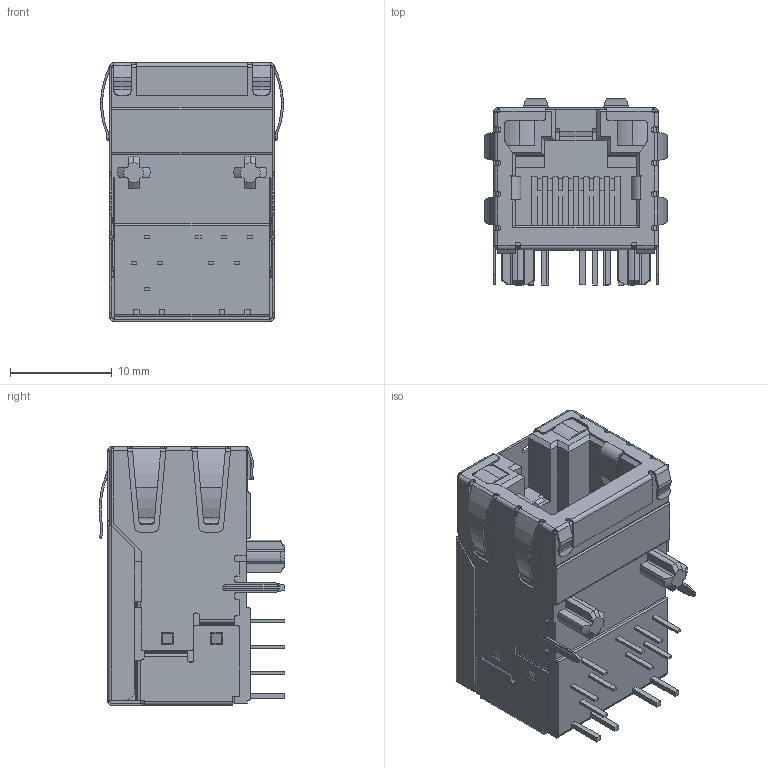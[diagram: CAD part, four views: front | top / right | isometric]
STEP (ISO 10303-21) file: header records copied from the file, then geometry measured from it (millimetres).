
FILE_DESCRIPTION (( 'STEP AP214' ), '1' );
FILE_NAME ('SI-52003-F.STEP', '2020-09-18T01:00:08', ( '' ), ( '' ), 'SwSTEP 2.0', 'SolidWorks 2017', '' );
FILE_SCHEMA (( 'AUTOMOTIVE_DESIGN' ));
Length unit declared in the file: inch
Products named in the file (1): SI-52003-F
Bounding box: 17.98 x 18.26 x 25.4 mm (x, y, z)
Volume: 4252.6 mm3; surface area: 5636.8 mm2
Topology: 25 solids, 25 shells, 1111 faces, 2857 edges, 1792 vertices
Faces by surface type: plane 767, cylinder 316, cone 12, torus 8, bspline 8
Entity records: 33757 total; most frequent: CARTESIAN_POINT 6559, ORIENTED_EDGE 5714, DIRECTION 5449, EDGE_CURVE 2857, VECTOR 2117, LINE 2117, VERTEX_POINT 1792, AXIS2_PLACEMENT_3D 1666
